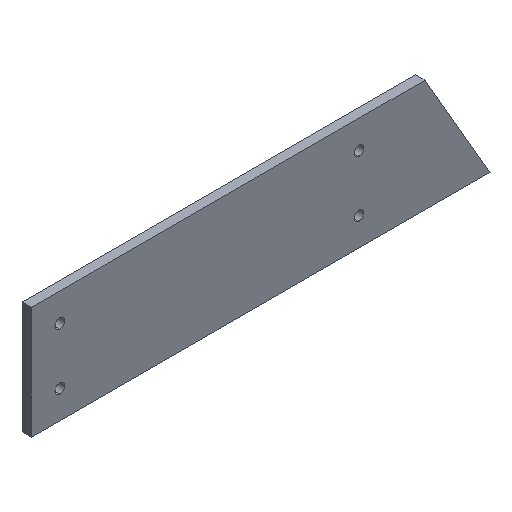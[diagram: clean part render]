
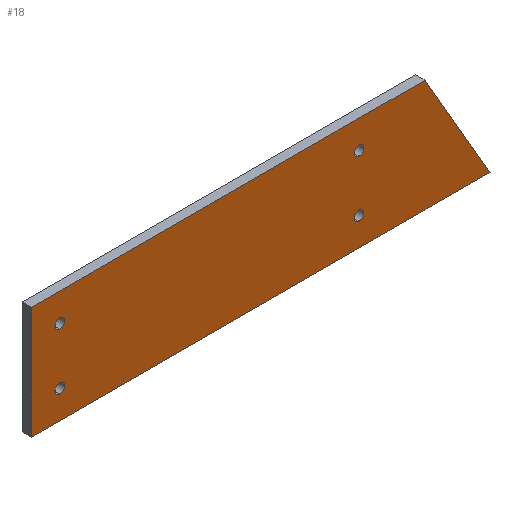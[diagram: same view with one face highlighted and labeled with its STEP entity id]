
A CAD part, isometric view. The second image highlights one B-rep face of the part: STEP entity #18.
In plain terms, the highlighted planar face has unit normal (0, -1, 0).
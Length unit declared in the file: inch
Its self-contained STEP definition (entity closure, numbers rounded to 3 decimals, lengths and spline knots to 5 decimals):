
#3 = CIRCLE ( 'NONE', #283, 0.065 ) ;
#8 = CARTESIAN_POINT ( 'NONE',  ( -2.625, -0.0625, 0.75 ) ) ;
#14 = ORIENTED_EDGE ( 'NONE', *, *, #23, .F. ) ;
#18 = ADVANCED_FACE ( 'NONE', ( #100, #115, #58, #277, #165 ), #330, .F. ) ;
#23 = EDGE_CURVE ( 'NONE', #121, #68, #186, .T. ) ;
#28 = CARTESIAN_POINT ( 'NONE',  ( -2.625, -0.0625, -0.75 ) ) ;
#32 = DIRECTION ( 'NONE',  ( 0., 0., 1. ) ) ;
#33 = CARTESIAN_POINT ( 'NONE',  ( -2.245, -0.0625, -0.44 ) ) ;
#37 = AXIS2_PLACEMENT_3D ( 'NONE', #224, #347, #51 ) ;
#51 = DIRECTION ( 'NONE',  ( 0., 0., 1. ) ) ;
#54 = VERTEX_POINT ( 'NONE', #427 ) ;
#57 = EDGE_LOOP ( 'NONE', ( #147, #14, #477, #535 ) ) ;
#58 = FACE_BOUND ( 'NONE', #436, .T. ) ;
#61 = AXIS2_PLACEMENT_3D ( 'NONE', #536, #137, #308 ) ;
#62 = AXIS2_PLACEMENT_3D ( 'NONE', #407, #245, #32 ) ;
#64 = VERTEX_POINT ( 'NONE', #404 ) ;
#68 = VERTEX_POINT ( 'NONE', #28 ) ;
#69 = EDGE_CURVE ( 'NONE', #319, #185, #370, .T. ) ;
#72 = CIRCLE ( 'NONE', #62, 0.065 ) ;
#88 = ORIENTED_EDGE ( 'NONE', *, *, #102, .F. ) ;
#89 = CARTESIAN_POINT ( 'NONE',  ( 2.625, -0.0625, 0.75 ) ) ;
#93 = DIRECTION ( 'NONE',  ( 1., 0., 0. ) ) ;
#96 = DIRECTION ( 'NONE',  ( 0., -1., 0. ) ) ;
#98 = VERTEX_POINT ( 'NONE', #275 ) ;
#99 = CARTESIAN_POINT ( 'NONE',  ( 1.745, -0.0625, 0.375 ) ) ;
#100 = FACE_BOUND ( 'NONE', #465, .T. ) ;
#102 = EDGE_CURVE ( 'NONE', #54, #514, #297, .T. ) ;
#115 = FACE_BOUND ( 'NONE', #475, .T. ) ;
#121 = VERTEX_POINT ( 'NONE', #139 ) ;
#123 = EDGE_CURVE ( 'NONE', #68, #276, #182, .T. ) ;
#125 = VECTOR ( 'NONE', #387, 39.37008 ) ;
#127 = DIRECTION ( 'NONE',  ( 0.5, 0., -0.866 ) ) ;
#133 = DIRECTION ( 'NONE',  ( 0., 0., 1. ) ) ;
#137 = DIRECTION ( 'NONE',  ( 0., -1., 0. ) ) ;
#139 = CARTESIAN_POINT ( 'NONE',  ( 3.49103, -0.0625, -0.75 ) ) ;
#140 = ORIENTED_EDGE ( 'NONE', *, *, #315, .F. ) ;
#142 = AXIS2_PLACEMENT_3D ( 'NONE', #230, #226, #380 ) ;
#147 = ORIENTED_EDGE ( 'NONE', *, *, #123, .F. ) ;
#151 = LINE ( 'NONE', #243, #167 ) ;
#164 = CIRCLE ( 'NONE', #454, 0.065 ) ;
#165 = FACE_OUTER_BOUND ( 'NONE', #57, .T. ) ;
#166 = EDGE_CURVE ( 'NONE', #98, #412, #164, .T. ) ;
#167 = VECTOR ( 'NONE', #93, 39.37008 ) ;
#175 = CIRCLE ( 'NONE', #61, 0.065 ) ;
#182 = LINE ( 'NONE', #8, #125 ) ;
#185 = VERTEX_POINT ( 'NONE', #430 ) ;
#186 = LINE ( 'NONE', #369, #375 ) ;
#194 = ORIENTED_EDGE ( 'NONE', *, *, #223, .F. ) ;
#195 = EDGE_CURVE ( 'NONE', #514, #54, #448, .T. ) ;
#199 = VECTOR ( 'NONE', #127, 39.37008 ) ;
#201 = VERTEX_POINT ( 'NONE', #89 ) ;
#203 = CARTESIAN_POINT ( 'NONE',  ( -2.245, -0.0625, 0.375 ) ) ;
#211 = EDGE_CURVE ( 'NONE', #422, #64, #175, .T. ) ;
#221 = ORIENTED_EDGE ( 'NONE', *, *, #166, .F. ) ;
#223 = EDGE_CURVE ( 'NONE', #64, #422, #252, .T. ) ;
#224 = CARTESIAN_POINT ( 'NONE',  ( -2.245, -0.0625, -0.375 ) ) ;
#226 = DIRECTION ( 'NONE',  ( 0., -1., 0. ) ) ;
#230 = CARTESIAN_POINT ( 'NONE',  ( 1.745, -0.0625, -0.375 ) ) ;
#233 = CARTESIAN_POINT ( 'NONE',  ( 1.745, -0.0625, -0.375 ) ) ;
#243 = CARTESIAN_POINT ( 'NONE',  ( 2.625, -0.0625, 0.75 ) ) ;
#245 = DIRECTION ( 'NONE',  ( 0., -1., 0. ) ) ;
#252 = CIRCLE ( 'NONE', #37, 0.065 ) ;
#275 = CARTESIAN_POINT ( 'NONE',  ( 1.745, -0.0625, 0.31 ) ) ;
#276 = VERTEX_POINT ( 'NONE', #366 ) ;
#277 = FACE_BOUND ( 'NONE', #361, .T. ) ;
#283 = AXIS2_PLACEMENT_3D ( 'NONE', #99, #96, #322 ) ;
#291 = DIRECTION ( 'NONE',  ( 0., 1., 0. ) ) ;
#297 = CIRCLE ( 'NONE', #142, 0.065 ) ;
#298 = CARTESIAN_POINT ( 'NONE',  ( 3.49103, -0.0625, -0.75 ) ) ;
#303 = AXIS2_PLACEMENT_3D ( 'NONE', #233, #317, #433 ) ;
#308 = DIRECTION ( 'NONE',  ( 0., 0., 1. ) ) ;
#315 = EDGE_CURVE ( 'NONE', #185, #319, #72, .T. ) ;
#317 = DIRECTION ( 'NONE',  ( 0., -1., 0. ) ) ;
#319 = VERTEX_POINT ( 'NONE', #522 ) ;
#322 = DIRECTION ( 'NONE',  ( 0., 0., 1. ) ) ;
#330 = PLANE ( 'NONE',  #464 ) ;
#347 = DIRECTION ( 'NONE',  ( 0., -1., 0. ) ) ;
#350 = CARTESIAN_POINT ( 'NONE',  ( 1.745, -0.0625, -0.31 ) ) ;
#361 = EDGE_LOOP ( 'NONE', ( #140, #516 ) ) ;
#366 = CARTESIAN_POINT ( 'NONE',  ( -2.625, -0.0625, 0.75 ) ) ;
#367 = DIRECTION ( 'NONE',  ( 0., -1., 0. ) ) ;
#369 = CARTESIAN_POINT ( 'NONE',  ( 2.625, -0.0625, -0.75 ) ) ;
#370 = CIRCLE ( 'NONE', #446, 0.065 ) ;
#372 = DIRECTION ( 'NONE',  ( 0., 0., 1. ) ) ;
#375 = VECTOR ( 'NONE', #442, 39.37008 ) ;
#380 = DIRECTION ( 'NONE',  ( 0., 0., 1. ) ) ;
#387 = DIRECTION ( 'NONE',  ( 0., 0., 1. ) ) ;
#402 = CARTESIAN_POINT ( 'NONE',  ( 1.745, -0.0625, 0.44 ) ) ;
#404 = CARTESIAN_POINT ( 'NONE',  ( -2.245, -0.0625, -0.31 ) ) ;
#407 = CARTESIAN_POINT ( 'NONE',  ( -2.245, -0.0625, 0.375 ) ) ;
#410 = LINE ( 'NONE', #298, #199 ) ;
#412 = VERTEX_POINT ( 'NONE', #402 ) ;
#422 = VERTEX_POINT ( 'NONE', #33 ) ;
#427 = CARTESIAN_POINT ( 'NONE',  ( 1.745, -0.0625, -0.44 ) ) ;
#430 = CARTESIAN_POINT ( 'NONE',  ( -2.245, -0.0625, 0.44 ) ) ;
#433 = DIRECTION ( 'NONE',  ( 0., 0., 1. ) ) ;
#436 = EDGE_LOOP ( 'NONE', ( #490, #88 ) ) ;
#442 = DIRECTION ( 'NONE',  ( -1., 0., 0. ) ) ;
#445 = EDGE_CURVE ( 'NONE', #201, #121, #410, .T. ) ;
#446 = AXIS2_PLACEMENT_3D ( 'NONE', #203, #367, #372 ) ;
#448 = CIRCLE ( 'NONE', #303, 0.065 ) ;
#454 = AXIS2_PLACEMENT_3D ( 'NONE', #498, #493, #133 ) ;
#459 = ORIENTED_EDGE ( 'NONE', *, *, #512, .F. ) ;
#464 = AXIS2_PLACEMENT_3D ( 'NONE', #505, #291, #518 ) ;
#465 = EDGE_LOOP ( 'NONE', ( #194, #502 ) ) ;
#475 = EDGE_LOOP ( 'NONE', ( #459, #221 ) ) ;
#477 = ORIENTED_EDGE ( 'NONE', *, *, #445, .F. ) ;
#490 = ORIENTED_EDGE ( 'NONE', *, *, #195, .F. ) ;
#493 = DIRECTION ( 'NONE',  ( 0., -1., 0. ) ) ;
#498 = CARTESIAN_POINT ( 'NONE',  ( 1.745, -0.0625, 0.375 ) ) ;
#502 = ORIENTED_EDGE ( 'NONE', *, *, #211, .F. ) ;
#505 = CARTESIAN_POINT ( 'NONE',  ( 0., -0.0625, 0. ) ) ;
#512 = EDGE_CURVE ( 'NONE', #412, #98, #3, .T. ) ;
#514 = VERTEX_POINT ( 'NONE', #350 ) ;
#516 = ORIENTED_EDGE ( 'NONE', *, *, #69, .F. ) ;
#518 = DIRECTION ( 'NONE',  ( 0., 0., 1. ) ) ;
#522 = CARTESIAN_POINT ( 'NONE',  ( -2.245, -0.0625, 0.31 ) ) ;
#523 = EDGE_CURVE ( 'NONE', #276, #201, #151, .T. ) ;
#535 = ORIENTED_EDGE ( 'NONE', *, *, #523, .F. ) ;
#536 = CARTESIAN_POINT ( 'NONE',  ( -2.245, -0.0625, -0.375 ) ) ;
